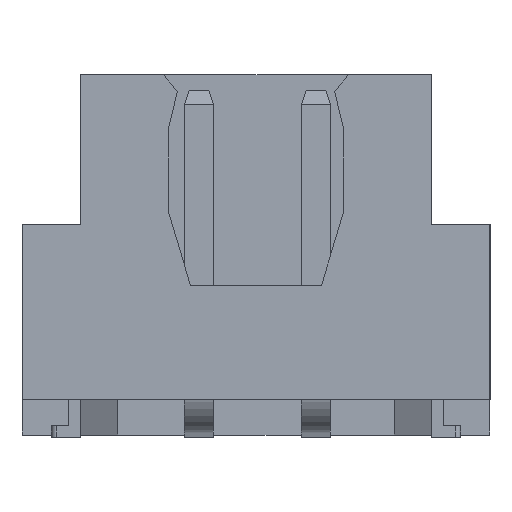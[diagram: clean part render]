
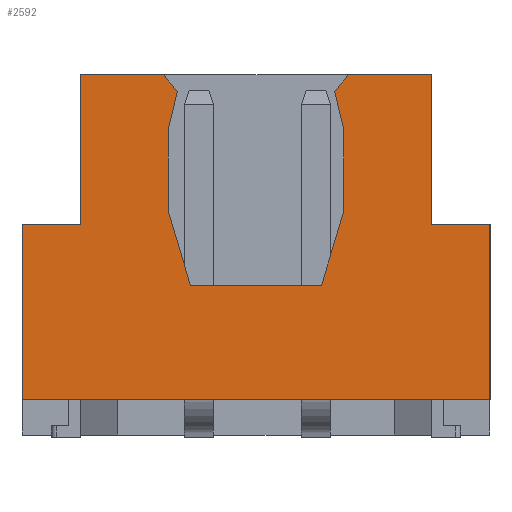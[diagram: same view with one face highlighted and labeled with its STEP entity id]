
A CAD part, front view. The second image highlights one B-rep face of the part: STEP entity #2592.
In plain terms, the highlighted planar face has unit normal (0, -1, 0).
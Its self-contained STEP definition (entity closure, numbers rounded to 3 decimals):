
#86=FACE_OUTER_BOUND('',#224,.T.);
#224=EDGE_LOOP('',(#1887,#1888,#1889,#1890,#1891,#1892,#1893,#1894,#1895,
#1896,#1897,#1898,#1899,#1900,#1901,#1902,#1903,#1904));
#335=LINE('',#3552,#695);
#339=LINE('',#3560,#699);
#342=LINE('',#3566,#702);
#345=LINE('',#3572,#705);
#348=LINE('',#3578,#708);
#351=LINE('',#3585,#711);
#355=LINE('',#3593,#715);
#358=LINE('',#3599,#718);
#361=LINE('',#3604,#721);
#372=LINE('',#3626,#732);
#399=LINE('',#3679,#759);
#408=LINE('',#3697,#768);
#431=LINE('',#3743,#791);
#451=LINE('',#3781,#811);
#471=LINE('',#3820,#831);
#473=LINE('',#3823,#833);
#474=LINE('',#3825,#834);
#475=LINE('',#3826,#835);
#695=VECTOR('',#2879,10.);
#699=VECTOR('',#2885,10.);
#702=VECTOR('',#2890,10.);
#705=VECTOR('',#2895,10.);
#708=VECTOR('',#2900,10.);
#711=VECTOR('',#2905,10.);
#715=VECTOR('',#2911,10.);
#718=VECTOR('',#2916,10.);
#721=VECTOR('',#2921,10.);
#732=VECTOR('',#2936,10.);
#759=VECTOR('',#2981,10.);
#768=VECTOR('',#2994,10.);
#791=VECTOR('',#3023,10.);
#811=VECTOR('',#3047,10.);
#831=VECTOR('',#3075,10.);
#833=VECTOR('',#3079,10.);
#834=VECTOR('',#3080,10.);
#835=VECTOR('',#3081,10.);
#1055=VERTEX_POINT('',#3550);
#1056=VERTEX_POINT('',#3551);
#1059=VERTEX_POINT('',#3559);
#1061=VERTEX_POINT('',#3565);
#1063=VERTEX_POINT('',#3571);
#1065=VERTEX_POINT('',#3577);
#1067=VERTEX_POINT('',#3583);
#1068=VERTEX_POINT('',#3584);
#1071=VERTEX_POINT('',#3592);
#1073=VERTEX_POINT('',#3598);
#1083=VERTEX_POINT('',#3625);
#1100=VERTEX_POINT('',#3677);
#1107=VERTEX_POINT('',#3696);
#1126=VERTEX_POINT('',#3740);
#1127=VERTEX_POINT('',#3742);
#1143=VERTEX_POINT('',#3779);
#1158=VERTEX_POINT('',#3819);
#1159=VERTEX_POINT('',#3824);
#1303=EDGE_CURVE('',#1055,#1056,#335,.T.);
#1307=EDGE_CURVE('',#1059,#1055,#339,.T.);
#1310=EDGE_CURVE('',#1061,#1059,#342,.T.);
#1313=EDGE_CURVE('',#1063,#1061,#345,.T.);
#1316=EDGE_CURVE('',#1065,#1063,#348,.T.);
#1319=EDGE_CURVE('',#1067,#1068,#351,.T.);
#1323=EDGE_CURVE('',#1071,#1067,#355,.T.);
#1326=EDGE_CURVE('',#1073,#1071,#358,.T.);
#1329=EDGE_CURVE('',#1056,#1073,#361,.T.);
#1340=EDGE_CURVE('',#1065,#1083,#372,.T.);
#1367=EDGE_CURVE('',#1100,#1068,#399,.T.);
#1376=EDGE_CURVE('',#1107,#1083,#408,.T.);
#1399=EDGE_CURVE('',#1127,#1126,#431,.T.);
#1419=EDGE_CURVE('',#1143,#1100,#451,.T.);
#1439=EDGE_CURVE('',#1127,#1158,#471,.T.);
#1441=EDGE_CURVE('',#1158,#1143,#473,.T.);
#1442=EDGE_CURVE('',#1126,#1159,#474,.T.);
#1443=EDGE_CURVE('',#1107,#1159,#475,.T.);
#1887=ORIENTED_EDGE('',*,*,#1319,.T.);
#1888=ORIENTED_EDGE('',*,*,#1367,.F.);
#1889=ORIENTED_EDGE('',*,*,#1419,.F.);
#1890=ORIENTED_EDGE('',*,*,#1441,.F.);
#1891=ORIENTED_EDGE('',*,*,#1439,.F.);
#1892=ORIENTED_EDGE('',*,*,#1399,.T.);
#1893=ORIENTED_EDGE('',*,*,#1442,.T.);
#1894=ORIENTED_EDGE('',*,*,#1443,.F.);
#1895=ORIENTED_EDGE('',*,*,#1376,.T.);
#1896=ORIENTED_EDGE('',*,*,#1340,.F.);
#1897=ORIENTED_EDGE('',*,*,#1316,.T.);
#1898=ORIENTED_EDGE('',*,*,#1313,.T.);
#1899=ORIENTED_EDGE('',*,*,#1310,.T.);
#1900=ORIENTED_EDGE('',*,*,#1307,.T.);
#1901=ORIENTED_EDGE('',*,*,#1303,.T.);
#1902=ORIENTED_EDGE('',*,*,#1329,.T.);
#1903=ORIENTED_EDGE('',*,*,#1326,.T.);
#1904=ORIENTED_EDGE('',*,*,#1323,.T.);
#2462=PLANE('',#2749);
#2592=ADVANCED_FACE('',(#86),#2462,.T.);
#2749=AXIS2_PLACEMENT_3D('',#3822,#3077,#3078);
#2879=DIRECTION('',(-1.,0.,0.));
#2885=DIRECTION('',(-0.287,0.,-0.958));
#2890=DIRECTION('',(0.,0.,-1.));
#2895=DIRECTION('',(0.232,0.,-0.973));
#2900=DIRECTION('',(-0.642,0.,-0.767));
#2905=DIRECTION('',(-0.642,0.,0.767));
#2911=DIRECTION('',(0.232,0.,0.973));
#2916=DIRECTION('',(0.,0.,1.));
#2921=DIRECTION('',(-0.287,0.,0.958));
#2936=DIRECTION('',(1.,0.,0.));
#2981=DIRECTION('',(1.,0.,0.));
#2994=DIRECTION('',(0.,0.,1.));
#3023=DIRECTION('',(1.,0.,0.));
#3047=DIRECTION('',(0.,0.,1.));
#3075=DIRECTION('',(0.,0.,1.));
#3077=DIRECTION('center_axis',(0.,-1.,0.));
#3078=DIRECTION('ref_axis',(1.,0.,0.));
#3079=DIRECTION('',(1.,0.,0.));
#3080=DIRECTION('',(0.,0.,1.));
#3081=DIRECTION('',(1.,0.,0.));
#3550=CARTESIAN_POINT('',(1.4,-2.85,3.2));
#3551=CARTESIAN_POINT('',(-1.4,-2.85,3.2));
#3552=CARTESIAN_POINT('',(-1.175,-2.85,3.2));
#3559=CARTESIAN_POINT('',(1.88,-2.85,4.8));
#3560=CARTESIAN_POINT('',(0.987,-2.85,1.823));
#3565=CARTESIAN_POINT('',(1.88,-2.85,6.5));
#3566=CARTESIAN_POINT('',(1.88,-2.85,3.25));
#3571=CARTESIAN_POINT('',(1.679,-2.85,7.341));
#3572=CARTESIAN_POINT('',(2.362,-2.85,4.481));
#3577=CARTESIAN_POINT('',(1.98,-2.85,7.7));
#3578=CARTESIAN_POINT('',(-1.094,-2.85,4.025));
#3583=CARTESIAN_POINT('',(-1.679,-2.85,7.341));
#3584=CARTESIAN_POINT('',(-1.98,-2.85,7.7));
#3585=CARTESIAN_POINT('',(-0.299,-2.85,5.691));
#3592=CARTESIAN_POINT('',(-1.88,-2.85,6.5));
#3593=CARTESIAN_POINT('',(-2.664,-2.85,3.214));
#3598=CARTESIAN_POINT('',(-1.88,-2.85,4.8));
#3599=CARTESIAN_POINT('',(-1.88,-2.85,2.4));
#3604=CARTESIAN_POINT('',(-1.057,-2.85,2.056));
#3625=CARTESIAN_POINT('',(3.75,-2.85,7.7));
#3626=CARTESIAN_POINT('',(-3.75,-2.85,7.7));
#3677=CARTESIAN_POINT('',(-3.75,-2.85,7.7));
#3679=CARTESIAN_POINT('',(-3.75,-2.85,7.7));
#3696=CARTESIAN_POINT('',(3.75,-2.85,4.5));
#3697=CARTESIAN_POINT('',(3.75,-2.85,0.));
#3740=CARTESIAN_POINT('',(5.,-2.85,0.76));
#3742=CARTESIAN_POINT('',(-5.,-2.85,0.76));
#3743=CARTESIAN_POINT('',(-4.375,-2.85,0.76));
#3779=CARTESIAN_POINT('',(-3.75,-2.85,4.5));
#3781=CARTESIAN_POINT('',(-3.75,-2.85,0.));
#3819=CARTESIAN_POINT('',(-5.,-2.85,4.5));
#3820=CARTESIAN_POINT('',(-5.,-2.85,0.));
#3822=CARTESIAN_POINT('Origin',(-3.75,-2.85,0.));
#3823=CARTESIAN_POINT('',(-3.75,-2.85,4.5));
#3824=CARTESIAN_POINT('',(5.,-2.85,4.5));
#3825=CARTESIAN_POINT('',(5.,-2.85,0.));
#3826=CARTESIAN_POINT('',(3.75,-2.85,4.5));
